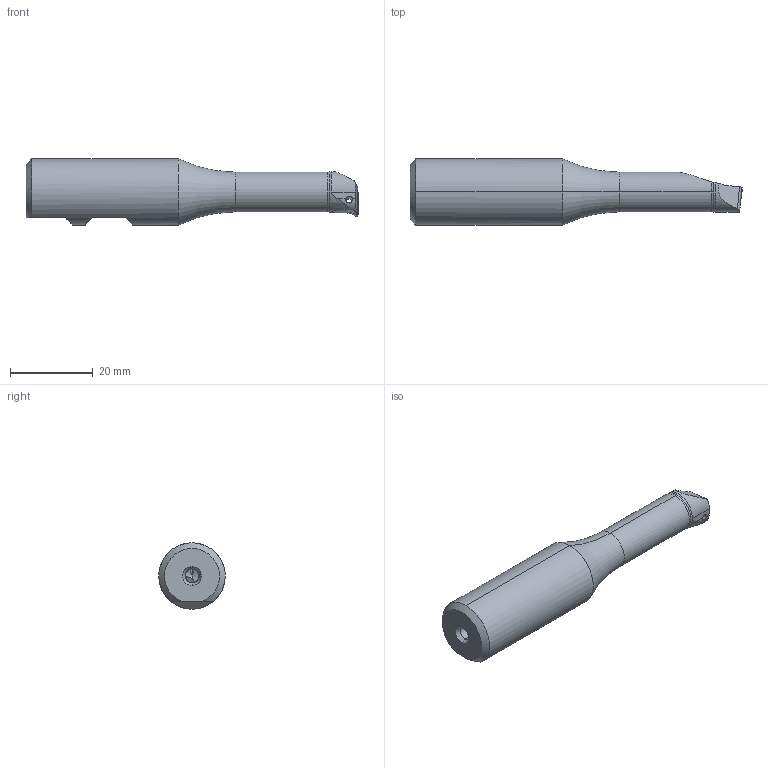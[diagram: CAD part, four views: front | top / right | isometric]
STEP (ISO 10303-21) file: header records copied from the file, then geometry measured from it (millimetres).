
FILE_DESCRIPTION (( 'STEP AP203' ), '1' );
FILE_NAME ('B54.012.T06.080.STEP', '2024-08-27T08:54:05', ( '' ), ( '' ), 'SwSTEP 2.0', 'SolidWorks 2022', '' );
FILE_SCHEMA (( 'CONFIG_CONTROL_DESIGN' ));
Length unit declared in the file: millimetre
Products named in the file (3): B12-WTG.016.080_B; B54.012.T06.080; TBGH060104
Assembly tree (2 placements, depth 2):
  B54.012.T06.080
    B12-WTG.016.080_B
    TBGH060104
Bounding box: 80 x 16 x 16 mm (x, y, z)
Volume: 9721.4 mm3; surface area: 4184.2 mm2
Topology: 2 solids, 2 shells, 69 faces, 181 edges, 113 vertices
Faces by surface type: plane 26, cylinder 19, cone 18, torus 5, bspline 1
Entity records: 2645 total; most frequent: CARTESIAN_POINT 718, ORIENTED_EDGE 358, DIRECTION 326, EDGE_CURVE 179, AXIS2_PLACEMENT_3D 121, VERTEX_POINT 113, VECTOR 84, LINE 84
